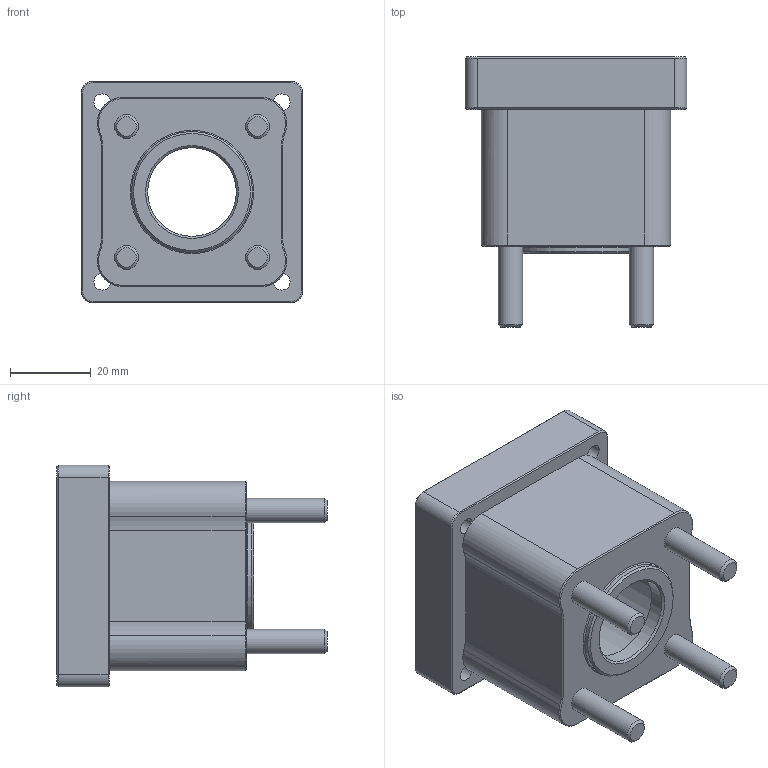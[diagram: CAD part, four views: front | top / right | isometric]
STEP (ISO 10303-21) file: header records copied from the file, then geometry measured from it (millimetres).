
FILE_DESCRIPTION(/* description */ (''),/* implementation_level */ '2;1');
FILE_NAME(/* name */ 'CAD_73444.stp',/* time_stamp */ '2020-01-28T08:27:07+01:00',/* author */ ('Hypex'),/* organization */ ('Hypex'),/* preprocessor_version */ 'ST-DEVELOPER v18',/* originating_system */ 'Autodesk Inventor 2020',/* authorisation */ '');
FILE_SCHEMA (('AUTOMOTIVE_DESIGN { 1 0 10303 214 3 1 1 }'));
Length unit declared in the file: millimetre
Products named in the file (1): CAD_100602
Bounding box: 55 x 67 x 55 mm (x, y, z)
Volume: 69976.3 mm3; surface area: 21408.7 mm2
Topology: 1 solids, 1 shells, 92 faces, 221 edges, 135 vertices
Faces by surface type: plane 34, cylinder 31, cone 26, torus 1
Full cylindrical faces by diameter (mm): 4.134 x4, 6 x4, 22 x1, 30 x1, 34 x1
Entity records: 2766 total; most frequent: DIRECTION 511, CARTESIAN_POINT 489, ORIENTED_EDGE 442, EDGE_CURVE 221, AXIS2_PLACEMENT_3D 205, VERTEX_POINT 135, CIRCLE 112, EDGE_LOOP 106
